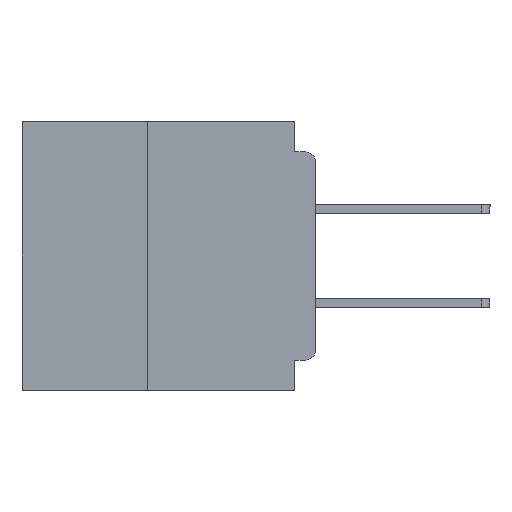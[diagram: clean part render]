
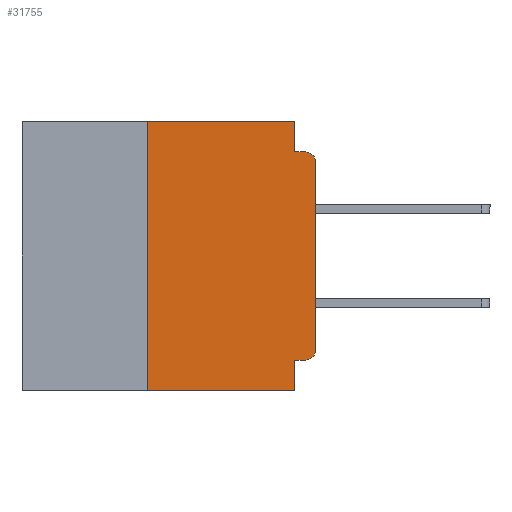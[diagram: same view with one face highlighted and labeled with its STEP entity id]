
A CAD part, left-side view. The second image highlights one B-rep face of the part: STEP entity #31755.
In plain terms, the highlighted planar face has unit normal (-1, 0, 0).
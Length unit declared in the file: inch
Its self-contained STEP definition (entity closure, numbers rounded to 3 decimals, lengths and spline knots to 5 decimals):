
#1735 = DIRECTION ( 'NONE',  ( 0., 0., -1. ) ) ;
#3108 = CARTESIAN_POINT ( 'NONE',  ( 0., 0.031, 0. ) ) ;
#3870 = ORIENTED_EDGE ( 'NONE', *, *, #25670, .F. ) ;
#4448 = VECTOR ( 'NONE', #37512, 39.37008 ) ;
#4493 = VERTEX_POINT ( 'NONE', #17844 ) ;
#4639 = DIRECTION ( 'NONE',  ( 0., 1., 0. ) ) ;
#6712 = CARTESIAN_POINT ( 'NONE',  ( 0., 0.25, -0.4 ) ) ;
#6820 = DIRECTION ( 'NONE',  ( 0., 0., 1. ) ) ;
#7485 = CIRCLE ( 'NONE', #44233, 0.015 ) ;
#7944 = LINE ( 'NONE', #3108, #55597 ) ;
#8258 = EDGE_CURVE ( 'NONE', #21122, #57871, #13712, .T. ) ;
#9524 = VERTEX_POINT ( 'NONE', #28598 ) ;
#9915 = ORIENTED_EDGE ( 'NONE', *, *, #57957, .T. ) ;
#11298 = PLANE ( 'NONE',  #58395 ) ;
#11726 = EDGE_CURVE ( 'NONE', #21122, #4493, #7485, .T. ) ;
#12251 = VECTOR ( 'NONE', #4639, 39.37008 ) ;
#12494 = ORIENTED_EDGE ( 'NONE', *, *, #35871, .F. ) ;
#12512 = DIRECTION ( 'NONE',  ( 0., 0., -1. ) ) ;
#13426 = CIRCLE ( 'NONE', #32601, 0.015 ) ;
#13712 = LINE ( 'NONE', #24772, #12251 ) ;
#14010 = CARTESIAN_POINT ( 'NONE',  ( 0., 0.015, -0.06 ) ) ;
#15723 = ORIENTED_EDGE ( 'NONE', *, *, #37111, .T. ) ;
#17019 = VERTEX_POINT ( 'NONE', #27405 ) ;
#17436 = VERTEX_POINT ( 'NONE', #17562 ) ;
#17562 = CARTESIAN_POINT ( 'NONE',  ( 0., 0.25, 0. ) ) ;
#17844 = CARTESIAN_POINT ( 'NONE',  ( 0., 0., -0.34 ) ) ;
#18452 = EDGE_LOOP ( 'NONE', ( #9915, #15723, #25786, #3870, #36163, #37249, #38032, #12494, #40874, #30469 ) ) ;
#18691 = DIRECTION ( 'NONE',  ( 0., 0., -1. ) ) ;
#20407 = VECTOR ( 'NONE', #46452, 39.37008 ) ;
#20715 = CARTESIAN_POINT ( 'NONE',  ( 0., 0., 0. ) ) ;
#21122 = VERTEX_POINT ( 'NONE', #42983 ) ;
#22758 = VECTOR ( 'NONE', #50964, 39.37008 ) ;
#23154 = DIRECTION ( 'NONE',  ( -1., 0., 0. ) ) ;
#24772 = CARTESIAN_POINT ( 'NONE',  ( 0., 0., -0.355 ) ) ;
#25166 = VECTOR ( 'NONE', #1735, 39.37008 ) ;
#25167 = CARTESIAN_POINT ( 'NONE',  ( 0., 0.437, 0. ) ) ;
#25357 = DIRECTION ( 'NONE',  ( 1., 0., 0. ) ) ;
#25670 = EDGE_CURVE ( 'NONE', #17019, #41071, #7944, .T. ) ;
#25786 = ORIENTED_EDGE ( 'NONE', *, *, #30355, .F. ) ;
#26148 = VERTEX_POINT ( 'NONE', #6712 ) ;
#27402 = FACE_OUTER_BOUND ( 'NONE', #18452, .T. ) ;
#27405 = CARTESIAN_POINT ( 'NONE',  ( 0., 0.031, 0. ) ) ;
#28598 = CARTESIAN_POINT ( 'NONE',  ( 0., 0.031, -0.4 ) ) ;
#29286 = LINE ( 'NONE', #32962, #4448 ) ;
#30355 = EDGE_CURVE ( 'NONE', #41071, #33832, #44097, .T. ) ;
#30469 = ORIENTED_EDGE ( 'NONE', *, *, #11726, .T. ) ;
#31755 = ADVANCED_FACE ( 'NONE', ( #27402 ), #11298, .F. ) ;
#32601 = AXIS2_PLACEMENT_3D ( 'NONE', #14010, #46311, #18691 ) ;
#32962 = CARTESIAN_POINT ( 'NONE',  ( 0., 0.437, -0.4 ) ) ;
#33832 = VERTEX_POINT ( 'NONE', #47327 ) ;
#33925 = CARTESIAN_POINT ( 'NONE',  ( 0., 0.031, -0.355 ) ) ;
#35871 = EDGE_CURVE ( 'NONE', #57871, #9524, #45336, .T. ) ;
#36163 = ORIENTED_EDGE ( 'NONE', *, *, #41305, .F. ) ;
#37111 = EDGE_CURVE ( 'NONE', #40148, #33832, #13426, .T. ) ;
#37168 = CARTESIAN_POINT ( 'NONE',  ( 0., 0.437, 0. ) ) ;
#37249 = ORIENTED_EDGE ( 'NONE', *, *, #42483, .F. ) ;
#37512 = DIRECTION ( 'NONE',  ( 0., -1., 0. ) ) ;
#38032 = ORIENTED_EDGE ( 'NONE', *, *, #45114, .T. ) ;
#40148 = VERTEX_POINT ( 'NONE', #56301 ) ;
#40874 = ORIENTED_EDGE ( 'NONE', *, *, #8258, .F. ) ;
#41071 = VERTEX_POINT ( 'NONE', #53598 ) ;
#41305 = EDGE_CURVE ( 'NONE', #17436, #17019, #59402, .T. ) ;
#41893 = CARTESIAN_POINT ( 'NONE',  ( 0., 0.25, -0.4 ) ) ;
#42483 = EDGE_CURVE ( 'NONE', #26148, #17436, #54224, .T. ) ;
#42983 = CARTESIAN_POINT ( 'NONE',  ( 0., 0.015, -0.355 ) ) ;
#44097 = LINE ( 'NONE', #57191, #56233 ) ;
#44233 = AXIS2_PLACEMENT_3D ( 'NONE', #50678, #23154, #55250 ) ;
#45114 = EDGE_CURVE ( 'NONE', #26148, #9524, #29286, .T. ) ;
#45336 = LINE ( 'NONE', #57073, #25166 ) ;
#46311 = DIRECTION ( 'NONE',  ( -1., 0., 0. ) ) ;
#46452 = DIRECTION ( 'NONE',  ( 0., 0., 1. ) ) ;
#47327 = CARTESIAN_POINT ( 'NONE',  ( 0., 0.015, -0.045 ) ) ;
#50678 = CARTESIAN_POINT ( 'NONE',  ( 0., 0.015, -0.34 ) ) ;
#50964 = DIRECTION ( 'NONE',  ( 0., -1., 0. ) ) ;
#51001 = DIRECTION ( 'NONE',  ( 0., -1., 0. ) ) ;
#53598 = CARTESIAN_POINT ( 'NONE',  ( 0., 0.031, -0.045 ) ) ;
#54190 = VECTOR ( 'NONE', #6820, 39.37008 ) ;
#54224 = LINE ( 'NONE', #41893, #20407 ) ;
#55250 = DIRECTION ( 'NONE',  ( 0., 0., -1. ) ) ;
#55597 = VECTOR ( 'NONE', #12512, 39.37008 ) ;
#56233 = VECTOR ( 'NONE', #51001, 39.37008 ) ;
#56301 = CARTESIAN_POINT ( 'NONE',  ( 0., 0., -0.06 ) ) ;
#57073 = CARTESIAN_POINT ( 'NONE',  ( 0., 0.031, -0.4 ) ) ;
#57191 = CARTESIAN_POINT ( 'NONE',  ( 0., 0., -0.045 ) ) ;
#57443 = DIRECTION ( 'NONE',  ( 0., 0., -1. ) ) ;
#57871 = VERTEX_POINT ( 'NONE', #33925 ) ;
#57957 = EDGE_CURVE ( 'NONE', #4493, #40148, #58504, .T. ) ;
#58395 = AXIS2_PLACEMENT_3D ( 'NONE', #25167, #25357, #57443 ) ;
#58504 = LINE ( 'NONE', #20715, #54190 ) ;
#59402 = LINE ( 'NONE', #37168, #22758 ) ;
